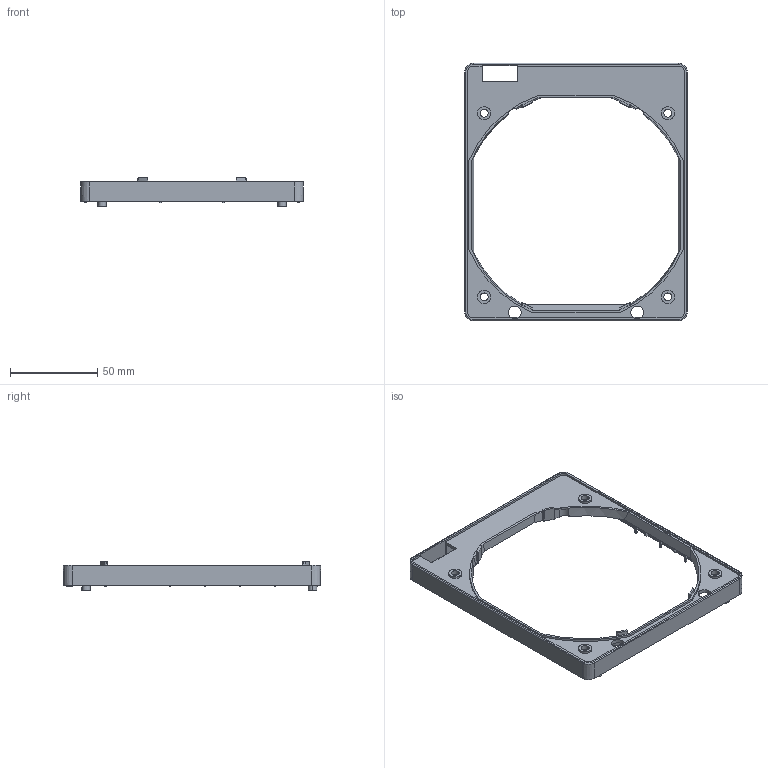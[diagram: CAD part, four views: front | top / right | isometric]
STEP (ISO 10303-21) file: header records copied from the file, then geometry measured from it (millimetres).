
FILE_DESCRIPTION((''),'2;1');
FILE_NAME('BAH0301V1_0','2017-12-18T',('bin'),(''),'CREO PARAMETRIC BY PTC INC, 2014350','CREO PARAMETRIC BY PTC INC, 2014350','');
FILE_SCHEMA(('CONFIG_CONTROL_DESIGN'));
Length unit declared in the file: millimetre
Products named in the file (1): BAH0301V1_0
Bounding box: 127.19 x 147.09 x 16.5 mm (x, y, z)
Volume: 24504.8 mm3; surface area: 30190.6 mm2
Topology: 1 solids, 1 shells, 1187 faces, 3195 edges, 2073 vertices
Faces by surface type: plane 603, bspline 295, cylinder 154, cone 75, sphere 56, torus 4
Entity records: 46014 total; most frequent: CARTESIAN_POINT 18061, ORIENTED_EDGE 6390, DIRECTION 4727, EDGE_CURVE 3195, VERTEX_POINT 2073, VECTOR 1967, LINE 1967, AXIS2_PLACEMENT_3D 1380
